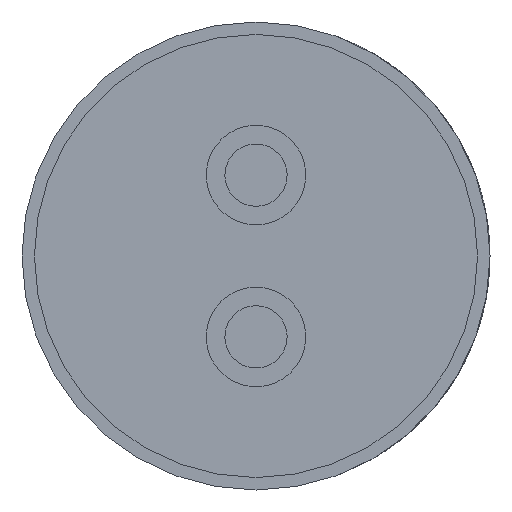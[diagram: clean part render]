
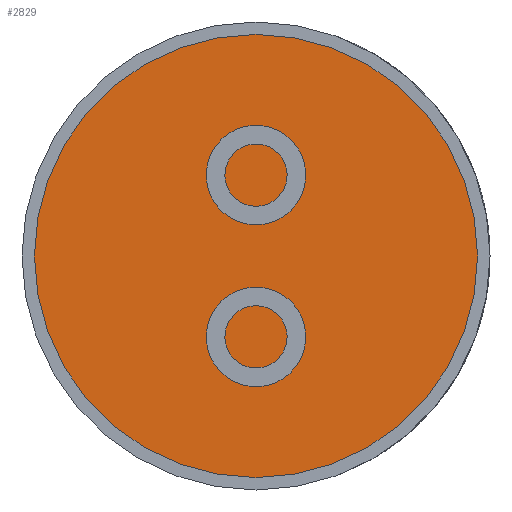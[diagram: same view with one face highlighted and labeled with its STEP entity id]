
A CAD part, front view. The second image highlights one B-rep face of the part: STEP entity #2829.
In plain terms, the highlighted planar face has unit normal (0, -1, 0).
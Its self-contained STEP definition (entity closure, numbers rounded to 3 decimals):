
#12 = AXIS2_PLACEMENT_3D ( 'NONE', #1629, #2017, #3721 ) ;
#492 = AXIS2_PLACEMENT_3D ( 'NONE', #1654, #4434, #1408 ) ;
#1408 = DIRECTION ( 'NONE',  ( 0., 0., -1. ) ) ;
#1629 = CARTESIAN_POINT ( 'NONE',  ( 0., 3., 0. ) ) ;
#1654 = CARTESIAN_POINT ( 'NONE',  ( 0., 3., 0. ) ) ;
#1856 = EDGE_CURVE ( 'NONE', #2999, #4297, #2872, .T. ) ;
#1897 = PLANE ( 'NONE',  #12 ) ;
#1930 = EDGE_CURVE ( 'NONE', #4297, #2999, #3204, .T. ) ;
#2011 = DIRECTION ( 'NONE',  ( 0., 0., -1. ) ) ;
#2017 = DIRECTION ( 'NONE',  ( 0., -1., 0. ) ) ;
#2630 = CARTESIAN_POINT ( 'NONE',  ( 0., 3., 17.8 ) ) ;
#2740 = DIRECTION ( 'NONE',  ( 0., -1., 0. ) ) ;
#2753 = ORIENTED_EDGE ( 'NONE', *, *, #1856, .T. ) ;
#2829 = ADVANCED_FACE ( 'NONE', ( #4214 ), #1897, .T. ) ;
#2872 = CIRCLE ( 'NONE', #3386, 17.8 ) ;
#2875 = CARTESIAN_POINT ( 'NONE',  ( 0., 3., -17.8 ) ) ;
#2999 = VERTEX_POINT ( 'NONE', #2875 ) ;
#3204 = CIRCLE ( 'NONE', #492, 17.8 ) ;
#3386 = AXIS2_PLACEMENT_3D ( 'NONE', #4451, #2740, #2011 ) ;
#3477 = ORIENTED_EDGE ( 'NONE', *, *, #1930, .T. ) ;
#3721 = DIRECTION ( 'NONE',  ( 0., 0., -1. ) ) ;
#4163 = EDGE_LOOP ( 'NONE', ( #2753, #3477 ) ) ;
#4214 = FACE_OUTER_BOUND ( 'NONE', #4163, .T. ) ;
#4297 = VERTEX_POINT ( 'NONE', #2630 ) ;
#4434 = DIRECTION ( 'NONE',  ( 0., -1., 0. ) ) ;
#4451 = CARTESIAN_POINT ( 'NONE',  ( 0., 3., 0. ) ) ;
